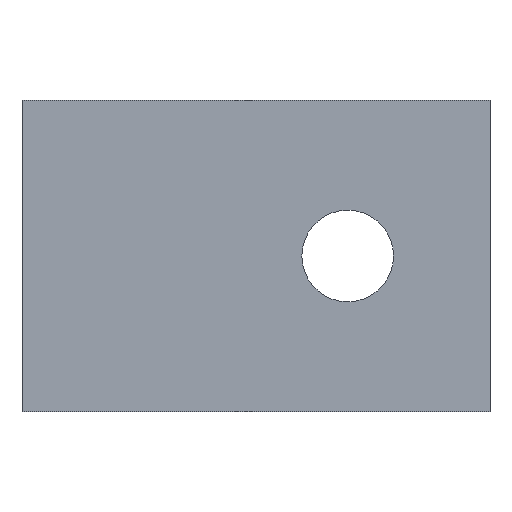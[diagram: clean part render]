
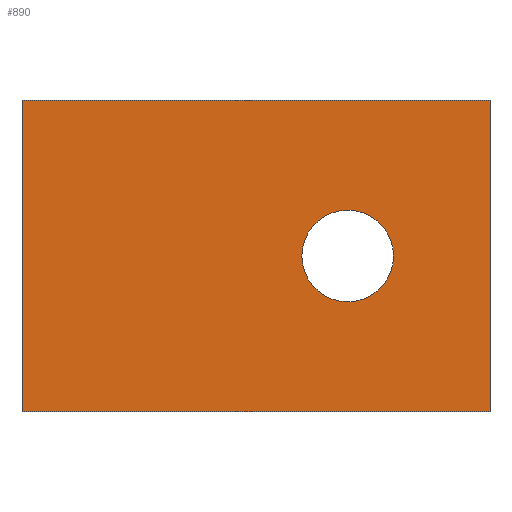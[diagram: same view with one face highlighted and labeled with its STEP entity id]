
A CAD part, front view. The second image highlights one B-rep face of the part: STEP entity #890.
In plain terms, the highlighted planar face has unit normal (0, -1, 0).
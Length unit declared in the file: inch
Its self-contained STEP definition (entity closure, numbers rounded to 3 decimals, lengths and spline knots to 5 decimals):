
#64 = CARTESIAN_POINT ( 'NONE',  ( 2.87402, 0., 0.95669 ) ) ;
#114 = ORIENTED_EDGE ( 'NONE', *, *, #774, .F. ) ;
#122 = DIRECTION ( 'NONE',  ( 0., 0., 1. ) ) ;
#179 = CARTESIAN_POINT ( 'NONE',  ( 2.87402, 0., 0.95669 ) ) ;
#211 = CARTESIAN_POINT ( 'NONE',  ( 0., 0., -0.95669 ) ) ;
#321 = VECTOR ( 'NONE', #1125, 39.37008 ) ;
#339 = CARTESIAN_POINT ( 'NONE',  ( 2., 0., 0. ) ) ;
#383 = AXIS2_PLACEMENT_3D ( 'NONE', #3047, #1685, #940 ) ;
#443 = CARTESIAN_POINT ( 'NONE',  ( 2., 0., -0.2815 ) ) ;
#476 = LINE ( 'NONE', #211, #715 ) ;
#563 = CARTESIAN_POINT ( 'NONE',  ( 0., 0., 0.95669 ) ) ;
#624 = ORIENTED_EDGE ( 'NONE', *, *, #2524, .F. ) ;
#686 = VERTEX_POINT ( 'NONE', #443 ) ;
#715 = VECTOR ( 'NONE', #941, 39.37008 ) ;
#767 = FACE_BOUND ( 'NONE', #2642, .T. ) ;
#774 = EDGE_CURVE ( 'NONE', #917, #2032, #2786, .T. ) ;
#791 = VECTOR ( 'NONE', #2165, 39.37008 ) ;
#864 = DIRECTION ( 'NONE',  ( 0., -1., 0. ) ) ;
#890 = ADVANCED_FACE ( 'NONE', ( #1431, #767 ), #1205, .F. ) ;
#917 = VERTEX_POINT ( 'NONE', #64 ) ;
#940 = DIRECTION ( 'NONE',  ( 0., 0., 1. ) ) ;
#941 = DIRECTION ( 'NONE',  ( -1., 0., 0. ) ) ;
#979 = CARTESIAN_POINT ( 'NONE',  ( 0., 0., 0.95669 ) ) ;
#1121 = CIRCLE ( 'NONE', #383, 0.2815 ) ;
#1125 = DIRECTION ( 'NONE',  ( 0., 0., -1. ) ) ;
#1193 = EDGE_CURVE ( 'NONE', #1277, #686, #1121, .T. ) ;
#1205 = PLANE ( 'NONE',  #2336 ) ;
#1277 = VERTEX_POINT ( 'NONE', #1700 ) ;
#1431 = FACE_OUTER_BOUND ( 'NONE', #2351, .T. ) ;
#1450 = CARTESIAN_POINT ( 'NONE',  ( 0., 0., 0.95669 ) ) ;
#1632 = ORIENTED_EDGE ( 'NONE', *, *, #2656, .F. ) ;
#1685 = DIRECTION ( 'NONE',  ( 0., -1., 0. ) ) ;
#1700 = CARTESIAN_POINT ( 'NONE',  ( 2., 0., 0.2815 ) ) ;
#1761 = VECTOR ( 'NONE', #2891, 39.37008 ) ;
#1764 = EDGE_CURVE ( 'NONE', #2509, #2457, #2701, .T. ) ;
#1974 = DIRECTION ( 'NONE',  ( 0., 0., 1. ) ) ;
#1975 = LINE ( 'NONE', #1450, #1761 ) ;
#2029 = CARTESIAN_POINT ( 'NONE',  ( 0., 0., -0.95669 ) ) ;
#2032 = VERTEX_POINT ( 'NONE', #2639 ) ;
#2038 = ORIENTED_EDGE ( 'NONE', *, *, #2049, .F. ) ;
#2049 = EDGE_CURVE ( 'NONE', #2457, #917, #1975, .T. ) ;
#2165 = DIRECTION ( 'NONE',  ( 0., 0., 1. ) ) ;
#2251 = ORIENTED_EDGE ( 'NONE', *, *, #1193, .F. ) ;
#2283 = AXIS2_PLACEMENT_3D ( 'NONE', #339, #864, #122 ) ;
#2336 = AXIS2_PLACEMENT_3D ( 'NONE', #563, #2666, #1974 ) ;
#2351 = EDGE_LOOP ( 'NONE', ( #114, #2038, #2801, #1632 ) ) ;
#2457 = VERTEX_POINT ( 'NONE', #979 ) ;
#2509 = VERTEX_POINT ( 'NONE', #2029 ) ;
#2524 = EDGE_CURVE ( 'NONE', #686, #1277, #2930, .T. ) ;
#2639 = CARTESIAN_POINT ( 'NONE',  ( 2.87402, 0., -0.95669 ) ) ;
#2642 = EDGE_LOOP ( 'NONE', ( #2251, #624 ) ) ;
#2656 = EDGE_CURVE ( 'NONE', #2032, #2509, #476, .T. ) ;
#2666 = DIRECTION ( 'NONE',  ( 0., 1., 0. ) ) ;
#2701 = LINE ( 'NONE', #2925, #791 ) ;
#2786 = LINE ( 'NONE', #179, #321 ) ;
#2801 = ORIENTED_EDGE ( 'NONE', *, *, #1764, .F. ) ;
#2891 = DIRECTION ( 'NONE',  ( 1., 0., 0. ) ) ;
#2925 = CARTESIAN_POINT ( 'NONE',  ( 0., 0., 0.95669 ) ) ;
#2930 = CIRCLE ( 'NONE', #2283, 0.2815 ) ;
#3047 = CARTESIAN_POINT ( 'NONE',  ( 2., 0., 0. ) ) ;
